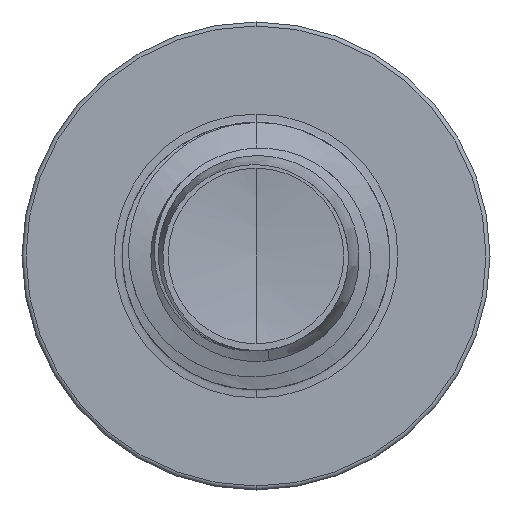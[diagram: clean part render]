
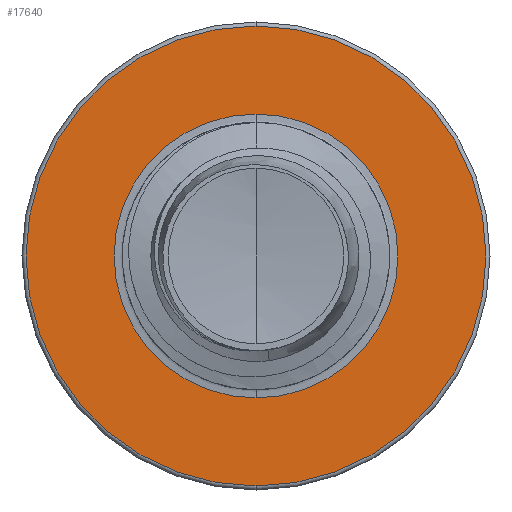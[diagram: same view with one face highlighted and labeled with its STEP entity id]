
A CAD part, front view. The second image highlights one B-rep face of the part: STEP entity #17640.
In plain terms, the highlighted planar face has unit normal (0, -1, 0).
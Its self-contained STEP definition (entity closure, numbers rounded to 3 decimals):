
#76 = EDGE_LOOP ( 'NONE', ( #22152, #3720 ) ) ;
#992 = CIRCLE ( 'NONE', #9279, 3.186 ) ;
#1208 = VERTEX_POINT ( 'NONE', #6946 ) ;
#1348 = AXIS2_PLACEMENT_3D ( 'NONE', #15731, #8431, #6579 ) ;
#2187 = CARTESIAN_POINT ( 'NONE',  ( 0., 15., 0. ) ) ;
#2384 = ORIENTED_EDGE ( 'NONE', *, *, #15487, .F. ) ;
#2597 = AXIS2_PLACEMENT_3D ( 'NONE', #2187, #16030, #4627 ) ;
#3260 = EDGE_CURVE ( 'NONE', #19678, #1208, #8775, .T. ) ;
#3720 = ORIENTED_EDGE ( 'NONE', *, *, #3260, .T. ) ;
#4342 = VERTEX_POINT ( 'NONE', #11083 ) ;
#4627 = DIRECTION ( 'NONE',  ( 0., 0., 1. ) ) ;
#5760 = VERTEX_POINT ( 'NONE', #22296 ) ;
#6579 = DIRECTION ( 'NONE',  ( 0., 0., 1. ) ) ;
#6946 = CARTESIAN_POINT ( 'NONE',  ( 0., 15., 3.186 ) ) ;
#8431 = DIRECTION ( 'NONE',  ( 0., 1., 0. ) ) ;
#8469 = DIRECTION ( 'NONE',  ( 0., 1., 0. ) ) ;
#8775 = CIRCLE ( 'NONE', #23039, 3.186 ) ;
#8927 = EDGE_CURVE ( 'NONE', #4342, #5760, #22183, .T. ) ;
#9279 = AXIS2_PLACEMENT_3D ( 'NONE', #18498, #8469, #19935 ) ;
#9438 = AXIS2_PLACEMENT_3D ( 'NONE', #24041, #24018, #24013 ) ;
#10814 = DIRECTION ( 'NONE',  ( 0., 0., 1. ) ) ;
#10835 = DIRECTION ( 'NONE',  ( 0., 1., 0. ) ) ;
#10866 = CARTESIAN_POINT ( 'NONE',  ( 0., 15., 0. ) ) ;
#11083 = CARTESIAN_POINT ( 'NONE',  ( 0., 15., -5.16 ) ) ;
#11616 = FACE_OUTER_BOUND ( 'NONE', #12437, .T. ) ;
#12437 = EDGE_LOOP ( 'NONE', ( #2384, #18363 ) ) ;
#14020 = EDGE_CURVE ( 'NONE', #1208, #19678, #992, .T. ) ;
#14291 = PLANE ( 'NONE',  #1348 ) ;
#15487 = EDGE_CURVE ( 'NONE', #5760, #4342, #17401, .T. ) ;
#15731 = CARTESIAN_POINT ( 'NONE',  ( 0., 15., -3.186 ) ) ;
#16030 = DIRECTION ( 'NONE',  ( 0., 1., 0. ) ) ;
#17401 = CIRCLE ( 'NONE', #2597, 5.16 ) ;
#17640 = ADVANCED_FACE ( 'NONE', ( #11616, #23711 ), #14291, .F. ) ;
#18363 = ORIENTED_EDGE ( 'NONE', *, *, #8927, .F. ) ;
#18498 = CARTESIAN_POINT ( 'NONE',  ( 0., 15., 0. ) ) ;
#19678 = VERTEX_POINT ( 'NONE', #21171 ) ;
#19935 = DIRECTION ( 'NONE',  ( 0., 0., 1. ) ) ;
#21171 = CARTESIAN_POINT ( 'NONE',  ( 0., 15., -3.186 ) ) ;
#22152 = ORIENTED_EDGE ( 'NONE', *, *, #14020, .T. ) ;
#22183 = CIRCLE ( 'NONE', #9438, 5.16 ) ;
#22296 = CARTESIAN_POINT ( 'NONE',  ( 0., 15., 5.16 ) ) ;
#23039 = AXIS2_PLACEMENT_3D ( 'NONE', #10866, #10835, #10814 ) ;
#23711 = FACE_BOUND ( 'NONE', #76, .T. ) ;
#24013 = DIRECTION ( 'NONE',  ( 0., 0., 1. ) ) ;
#24018 = DIRECTION ( 'NONE',  ( 0., 1., 0. ) ) ;
#24041 = CARTESIAN_POINT ( 'NONE',  ( 0., 15., 0. ) ) ;
